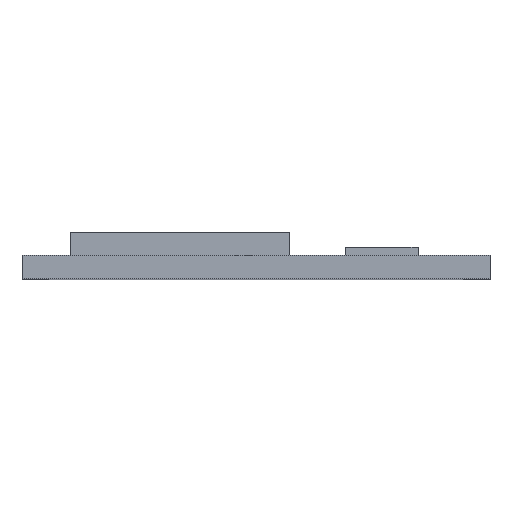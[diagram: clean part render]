
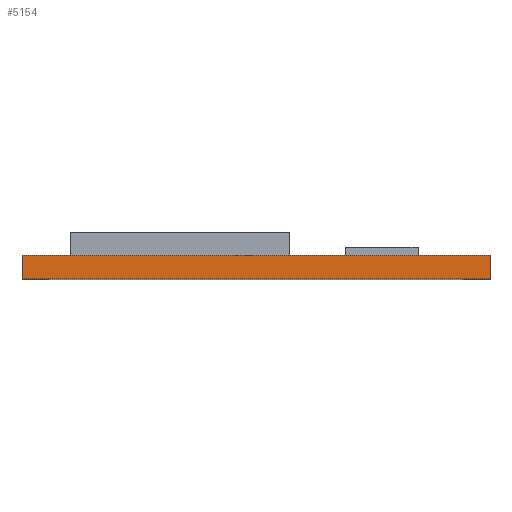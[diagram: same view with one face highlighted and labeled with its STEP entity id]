
A CAD part, top view. The second image highlights one B-rep face of the part: STEP entity #5154.
In plain terms, the highlighted planar face has unit normal (0, 0, 1).
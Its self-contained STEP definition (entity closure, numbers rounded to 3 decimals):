
#410=FACE_OUTER_BOUND('',#699,.T.);
#699=EDGE_LOOP('',(#3582,#3583,#3584,#3585));
#1096=LINE('',#7757,#1661);
#1097=LINE('',#7760,#1662);
#1098=LINE('',#7762,#1663);
#1099=LINE('',#7763,#1664);
#1661=VECTOR('',#6202,10.);
#1662=VECTOR('',#6205,10.);
#1663=VECTOR('',#6206,10.);
#1664=VECTOR('',#6207,10.);
#2203=VERTEX_POINT('',#7753);
#2204=VERTEX_POINT('',#7755);
#2205=VERTEX_POINT('',#7759);
#2206=VERTEX_POINT('',#7761);
#2762=EDGE_CURVE('',#2203,#2204,#1096,.T.);
#2763=EDGE_CURVE('',#2205,#2203,#1097,.T.);
#2764=EDGE_CURVE('',#2206,#2204,#1098,.T.);
#2765=EDGE_CURVE('',#2205,#2206,#1099,.T.);
#3582=ORIENTED_EDGE('',*,*,#2763,.T.);
#3583=ORIENTED_EDGE('',*,*,#2762,.T.);
#3584=ORIENTED_EDGE('',*,*,#2764,.F.);
#3585=ORIENTED_EDGE('',*,*,#2765,.F.);
#4920=PLANE('',#5503);
#5154=ADVANCED_FACE('',(#410),#4920,.T.);
#5503=AXIS2_PLACEMENT_3D('',#7758,#6203,#6204);
#6202=DIRECTION('',(0.,1.,0.));
#6203=DIRECTION('center_axis',(0.,0.,1.));
#6204=DIRECTION('ref_axis',(1.,0.,0.));
#6205=DIRECTION('',(1.,0.,0.));
#6206=DIRECTION('',(1.,0.,0.));
#6207=DIRECTION('',(0.,1.,0.));
#7753=CARTESIAN_POINT('',(16.,0.,0.));
#7755=CARTESIAN_POINT('',(16.,0.8,0.));
#7757=CARTESIAN_POINT('',(16.,0.,0.));
#7758=CARTESIAN_POINT('Origin',(0.,0.,0.));
#7759=CARTESIAN_POINT('',(0.,0.,0.));
#7760=CARTESIAN_POINT('',(0.,0.,0.));
#7761=CARTESIAN_POINT('',(0.,0.8,0.));
#7762=CARTESIAN_POINT('',(0.,0.8,0.));
#7763=CARTESIAN_POINT('',(0.,0.,0.));
